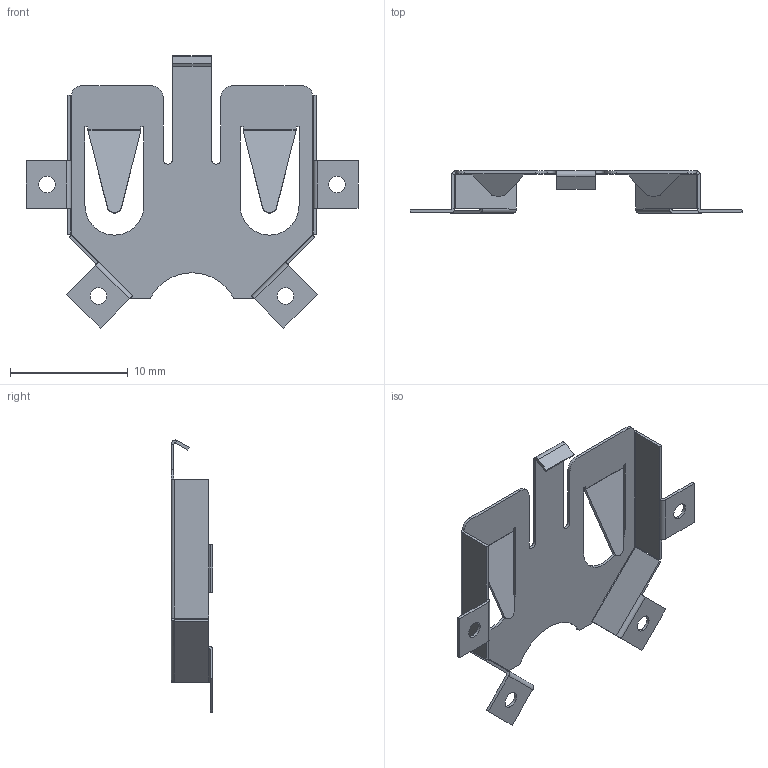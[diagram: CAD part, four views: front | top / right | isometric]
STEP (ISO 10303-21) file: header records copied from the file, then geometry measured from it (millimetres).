
FILE_DESCRIPTION (( 'STEP AP214' ), '1' );
FILE_NAME ('BK-912-FH-4-TR.STEP', '2024-06-07T02:42:08', ( '' ), ( '' ), 'SwSTEP 2.0', 'SolidWorks 2021', '' );
FILE_SCHEMA (( 'AUTOMOTIVE_DESIGN' ));
Length unit declared in the file: millimetre
Products named in the file (1): BK-912-FH-4-TR
Bounding box: 28.2 x 3.56 x 23.11 mm (x, y, z)
Volume: 115.9 mm3; surface area: 992.5 mm2
Topology: 1 solids, 1 shells, 156 faces, 383 edges, 230 vertices
Faces by surface type: plane 110, cylinder 42, bspline 4
Entity records: 4677 total; most frequent: CARTESIAN_POINT 942, ORIENTED_EDGE 766, DIRECTION 757, EDGE_CURVE 383, LINE 299, VECTOR 299, VERTEX_POINT 230, AXIS2_PLACEMENT_3D 229
